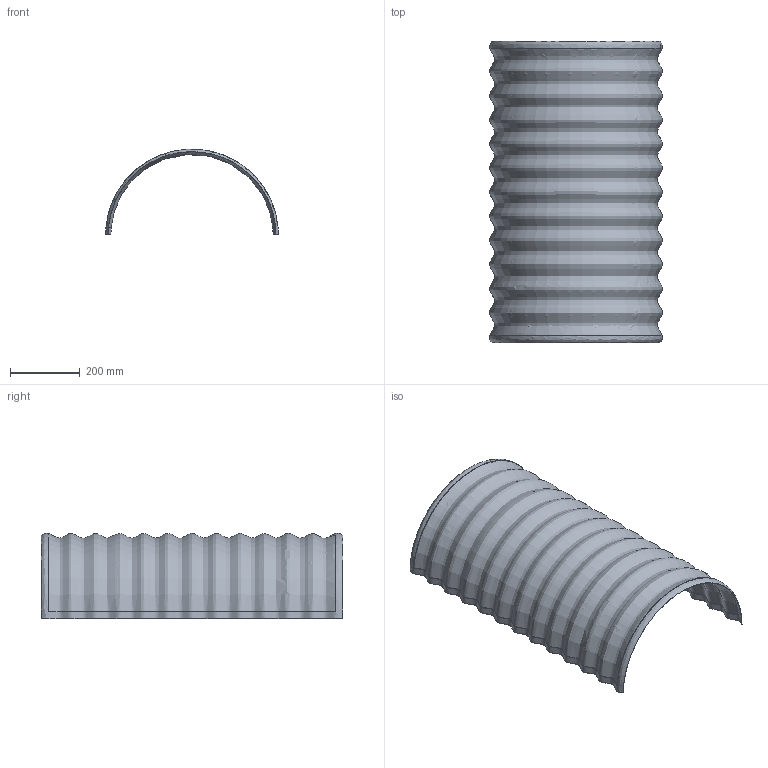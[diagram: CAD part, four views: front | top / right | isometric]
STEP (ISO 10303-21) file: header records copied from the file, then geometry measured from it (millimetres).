
FILE_DESCRIPTION((''),'2;1');
FILE_NAME('4009003015697 - Kühlkanal K30 perforiert.stp','2014-02-13T08:04:52',('praktikant'),(''),'Autodesk Inventor 2013','Autodesk Inventor 2013','');
FILE_SCHEMA(('AUTOMOTIVE_DESIGN { 1 0 10303 214 1 1 1 1 }'));
Length unit declared in the file: millimetre
Products named in the file (3): 4009003015697 - Kühlkanal K30 perforiert; Kühlkanal K30 Rahmen; Kühlkanal K30 perforierter Teil
Assembly tree (2 placements, depth 2):
  4009003015697 - Kühlkanal K30 perforiert
    Kühlkanal K30 Rahmen
    Kühlkanal K30 perforierter Teil
Bounding box: 495.07 x 864.62 x 244.53 mm (x, y, z)
Volume: 761326.6 mm3; surface area: 1428892.9 mm2
Topology: 2 solids, 2 shells, 16 faces, 36 edges, 24 vertices
Faces by surface type: plane 10, bspline 6
Entity records: 28598 total; most frequent: CARTESIAN_POINT 28212, ORIENTED_EDGE 72, DIRECTION 42, EDGE_CURVE 36, VERTEX_POINT 24, B_SPLINE_CURVE_WITH_KNOTS 24, EDGE_LOOP 18, FACE_OUTER_BOUND 16
